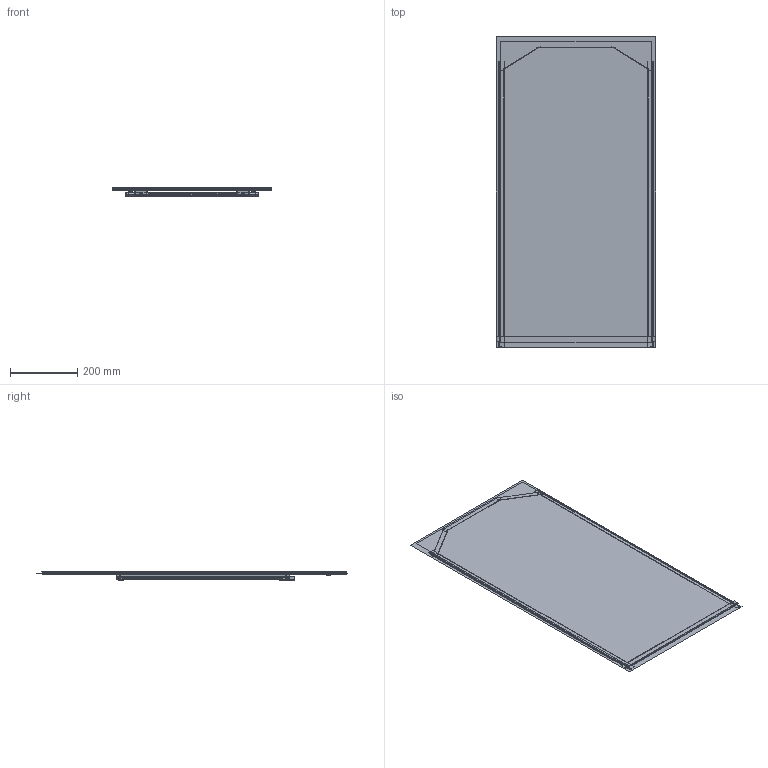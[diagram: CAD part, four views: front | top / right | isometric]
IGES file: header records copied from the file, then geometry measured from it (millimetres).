
Start section:  PTC IGES file: 641n_asm.igs
Global section: file name: 641n_asm.igs; native system: Creo Parametric by Parametric Technology Corporation; preprocessor: 2013150; author: rsmith; organization: Unknown; date: 20150109.180842; units: inch
Bounding box: 475.49 x 924.56 x 25.16 mm (x, y, z)
Surface area: 2087066.7 mm2 (no closed solid volume)
Topology: 0 solids, 0 shells, 1408 faces, 21752 edges, 28696 vertices
Faces by surface type: revolution 900, bspline 508
